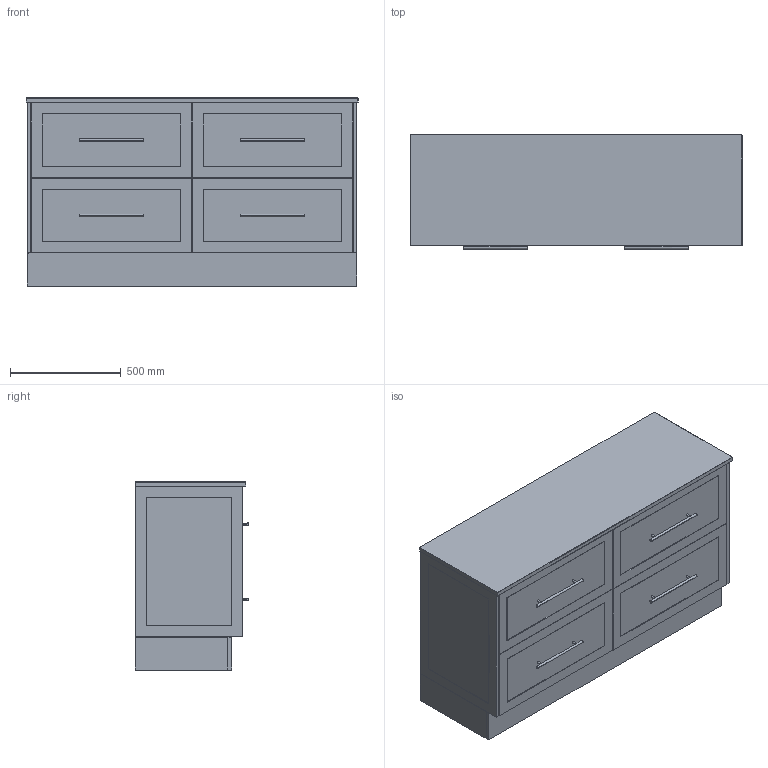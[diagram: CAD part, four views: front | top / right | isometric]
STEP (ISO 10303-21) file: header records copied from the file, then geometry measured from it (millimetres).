
FILE_DESCRIPTION(/* description */ (''),/* implementation_level */ '2;1');
FILE_NAME(/* name */ 'Kado Lux All-Drawer FM 1500 (20MM)',/* time_stamp */ '2025-07-09T14:56:28+10:00',/* author */ (''),/* organization */ (''),/* preprocessor_version */ 'ST-DEVELOPER v16.5',/* originating_system */ '',/* authorisation */ '');
FILE_SCHEMA (('AUTOMOTIVE_DESIGN'));
Length unit declared in the file: millimetre
Products named in the file (9): Document; Kado Lux All-Drawer FM 1500 (20MM); Blank Benchtops ALL89101112131415161718192021222324252627282930313233
3435363738394041; 1500 Benchtop (20MM) DRW6; Kado Lux All-Drawer (Floor Mount)43; Kado Lux All-Drawer WK ALL Carcass42; Kado Lux All-Drawer WK 1500 Carcass7; Cross Bar handle 2244; Kado Lux All-Drawer WK 1500 Carcass2
Assembly tree (11 placements, depth 6):
  Document
    Kado Lux All-Drawer FM 1500 (20MM)
      Blank Benchtops ALL89101112131415161718192021222324252627282930313233
3435363738394041
        1500 Benchtop (20MM) DRW6
      Kado Lux All-Drawer (Floor Mount)43
        Kado Lux All-Drawer WK ALL Carcass42
          Kado Lux All-Drawer WK 1500 Carcass7
            Cross Bar handle 2244  x4
            Kado Lux All-Drawer WK 1500 Carcass2
Bounding box: 1500 x 515 x 850 mm (x, y, z)
Volume: 167969187.5 mm3; surface area: 13544437.5 mm2
Topology: 13 solids, 13 shells, 165 faces, 352 edges, 216 vertices
Faces by surface type: plane 111, cylinder 34, bspline 20
Entity records: 3574 total; most frequent: CARTESIAN_POINT 1294, ORIENTED_EDGE 528, EDGE_CURVE 264, B_SPLINE_CURVE_WITH_KNOTS 236, VERTEX_POINT 168, DIRECTION 161, AXIS2_PLACEMENT_3D 138, EDGE_LOOP 130
